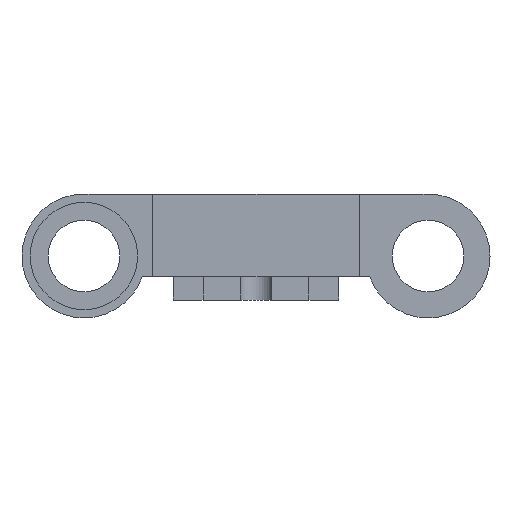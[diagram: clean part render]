
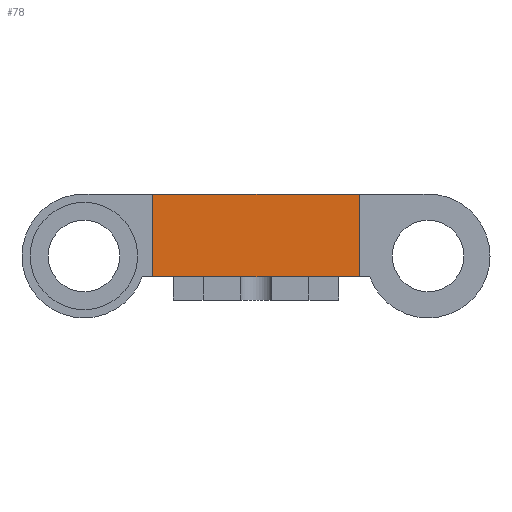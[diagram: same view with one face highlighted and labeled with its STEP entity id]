
A CAD part, front view. The second image highlights one B-rep face of the part: STEP entity #78.
In plain terms, the highlighted planar face has unit normal (0, -1, 0).
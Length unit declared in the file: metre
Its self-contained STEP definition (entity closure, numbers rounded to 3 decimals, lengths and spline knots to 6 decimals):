
#78 = ADVANCED_FACE( '', ( #1832 ), #1833, .F. );
#1832 = FACE_OUTER_BOUND( '', #5805, .T. );
#1833 = PLANE( '', #5806 );
#5805 = EDGE_LOOP( '', ( #10480, #10481, #10482, #10483 ) );
#5806 = AXIS2_PLACEMENT_3D( '', #10484, #10485, #10486 );
#10480 = ORIENTED_EDGE( '', *, *, #26217, .F. );
#10481 = ORIENTED_EDGE( '', *, *, #26220, .F. );
#10482 = ORIENTED_EDGE( '', *, *, #26221, .F. );
#10483 = ORIENTED_EDGE( '', *, *, #25923, .F. );
#10484 = CARTESIAN_POINT( '', ( 0.0125, -0.1, 0. ) );
#10485 = DIRECTION( '', ( 0., 1., 0. ) );
#10486 = DIRECTION( '', ( 0., 0., 1. ) );
#25923 = EDGE_CURVE( '', #31575, #31577, #31578, .T. );
#26217 = EDGE_CURVE( '', #32163, #31575, #32164, .T. );
#26220 = EDGE_CURVE( '', #32168, #32163, #32169, .T. );
#26221 = EDGE_CURVE( '', #31577, #32168, #32170, .T. );
#31575 = VERTEX_POINT( '', #40731 );
#31577 = VERTEX_POINT( '', #40734 );
#31578 = LINE( '', #40735, #40736 );
#32163 = VERTEX_POINT( '', #41614 );
#32164 = LINE( '', #41615, #41616 );
#32168 = VERTEX_POINT( '', #41622 );
#32169 = LINE( '', #41623, #41624 );
#32170 = LINE( '', #41625, #41626 );
#40731 = CARTESIAN_POINT( '', ( 0.0075, -0.1, -0.0015 ) );
#40734 = CARTESIAN_POINT( '', ( -0.0075, -0.1, -0.0015 ) );
#40735 = CARTESIAN_POINT( '', ( 0.008257, -0.1, -0.0015 ) );
#40736 = VECTOR( '', #53531, 1. );
#41614 = CARTESIAN_POINT( '', ( 0.0075, -0.1, 0.0045 ) );
#41615 = CARTESIAN_POINT( '', ( 0.0075, -0.1, 0. ) );
#41616 = VECTOR( '', #53825, 1. );
#41622 = CARTESIAN_POINT( '', ( -0.0075, -0.1, 0.0045 ) );
#41623 = CARTESIAN_POINT( '', ( 0.0125, -0.1, 0.0045 ) );
#41624 = VECTOR( '', #53828, 1. );
#41625 = CARTESIAN_POINT( '', ( -0.0075, -0.1, 0. ) );
#41626 = VECTOR( '', #53829, 1. );
#53531 = DIRECTION( '', ( -1., 0., 0. ) );
#53825 = DIRECTION( '', ( 0., 0., -1. ) );
#53828 = DIRECTION( '', ( 1., 0., 0. ) );
#53829 = DIRECTION( '', ( 0., 0., 1. ) );
